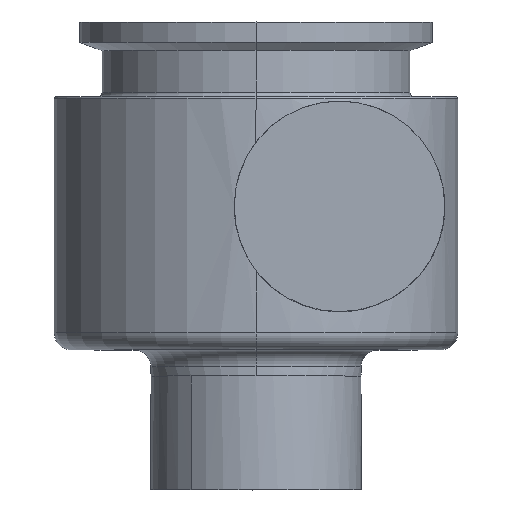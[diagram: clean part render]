
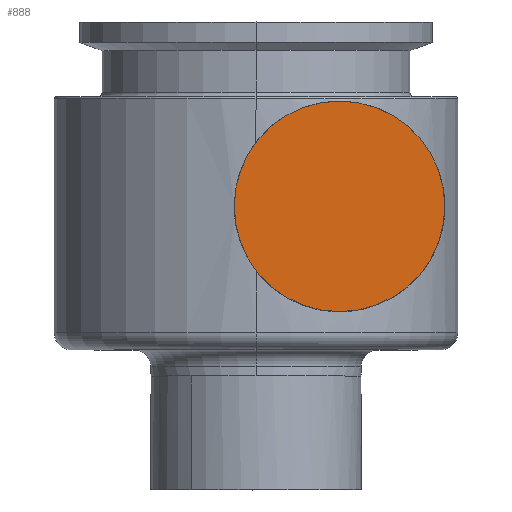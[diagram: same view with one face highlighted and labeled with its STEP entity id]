
A CAD part, top view. The second image highlights one B-rep face of the part: STEP entity #888.
In plain terms, the highlighted planar face has unit normal (0, 0, 1).
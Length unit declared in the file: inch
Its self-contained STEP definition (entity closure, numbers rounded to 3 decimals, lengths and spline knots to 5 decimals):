
#7 = DIRECTION ( 'NONE',  ( 0., 0., -1. ) ) ;
#89 = CARTESIAN_POINT ( 'NONE',  ( -0.155, 0., 2.265 ) ) ;
#90 = DIRECTION ( 'NONE',  ( -1., 0., 0. ) ) ;
#120 = EDGE_CURVE ( 'NONE', #874, #353, #151, .T. ) ;
#151 = CIRCLE ( 'NONE', #900, 0.75 ) ;
#283 = PLANE ( 'NONE',  #460 ) ;
#316 = DIRECTION ( 'NONE',  ( 0., 0., -1. ) ) ;
#330 = CARTESIAN_POINT ( 'NONE',  ( 0.595, 0., 2.265 ) ) ;
#353 = VERTEX_POINT ( 'NONE', #786 ) ;
#460 = AXIS2_PLACEMENT_3D ( 'NONE', #681, #7, #90 ) ;
#496 = DIRECTION ( 'NONE',  ( 0., 0., -1. ) ) ;
#616 = FACE_OUTER_BOUND ( 'NONE', #756, .T. ) ;
#676 = ORIENTED_EDGE ( 'NONE', *, *, #120, .F. ) ;
#681 = CARTESIAN_POINT ( 'NONE',  ( 0.595, 0., 2.265 ) ) ;
#741 = CIRCLE ( 'NONE', #993, 0.75 ) ;
#756 = EDGE_LOOP ( 'NONE', ( #676, #779 ) ) ;
#779 = ORIENTED_EDGE ( 'NONE', *, *, #1082, .F. ) ;
#786 = CARTESIAN_POINT ( 'NONE',  ( 1.345, 0., 2.265 ) ) ;
#874 = VERTEX_POINT ( 'NONE', #89 ) ;
#888 = ADVANCED_FACE ( 'NONE', ( #616 ), #283, .F. ) ;
#900 = AXIS2_PLACEMENT_3D ( 'NONE', #330, #316, #911 ) ;
#911 = DIRECTION ( 'NONE',  ( -1., 0., 0. ) ) ;
#993 = AXIS2_PLACEMENT_3D ( 'NONE', #1018, #496, #1093 ) ;
#1018 = CARTESIAN_POINT ( 'NONE',  ( 0.595, 0., 2.265 ) ) ;
#1082 = EDGE_CURVE ( 'NONE', #353, #874, #741, .T. ) ;
#1093 = DIRECTION ( 'NONE',  ( -1., 0., 0. ) ) ;
